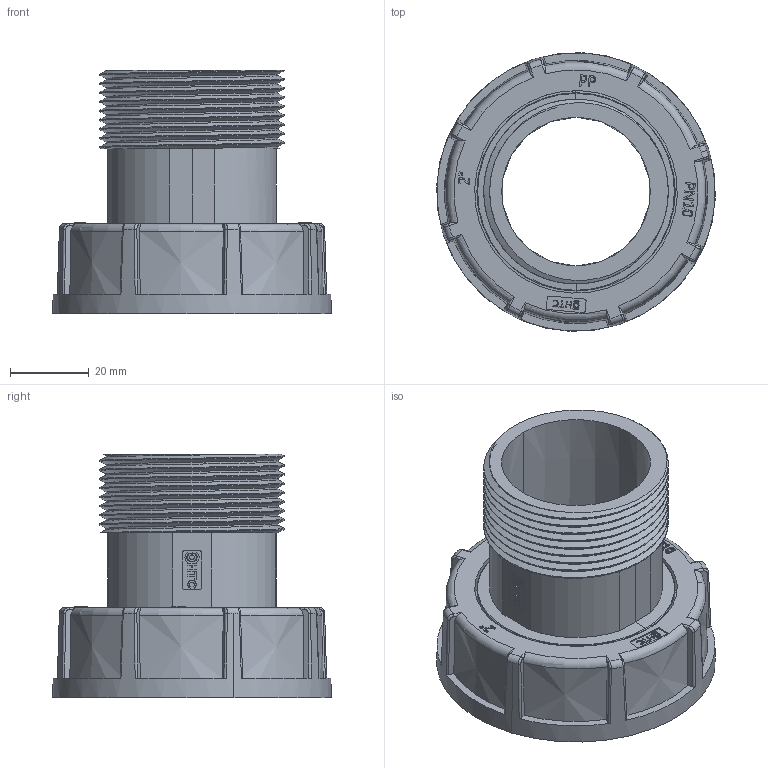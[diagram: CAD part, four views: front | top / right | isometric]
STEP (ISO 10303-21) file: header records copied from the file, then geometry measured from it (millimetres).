
FILE_DESCRIPTION (( 'STEP AP214' ), '1' );
FILE_NAME ('蚾饜极 1 1-2.STEP', '2025-07-08T05:42:55', ( '' ), ( '' ), 'SwSTEP 2.0', 'SolidWorks 2023', '' );
FILE_SCHEMA (( 'AUTOMOTIVE_DESIGN' ));
Length unit declared in the file: millimetre
Products named in the file (4): 装配体 1 1-2; 螺帽1; PF0606 1 1-2; 2023-092
Assembly tree (3 placements, depth 2):
  装配体 1 1-2
    PF0606 1 1-2
    螺帽1
    2023-092
Bounding box: 70.93 x 70.93 x 62.05 mm (x, y, z)
Volume: 52830.3 mm3; surface area: 35793.7 mm2
Topology: 3 solids, 3 shells, 709 faces, 1860 edges, 1219 vertices
Faces by surface type: plane 349, cylinder 166, bspline 108, cone 50, torus 31, sphere 5
Entity records: 29827 total; most frequent: CARTESIAN_POINT 13541, ORIENTED_EDGE 3708, DIRECTION 2827, EDGE_CURVE 1854, VERTEX_POINT 1219, AXIS2_PLACEMENT_3D 985, LINE 857, VECTOR 857
